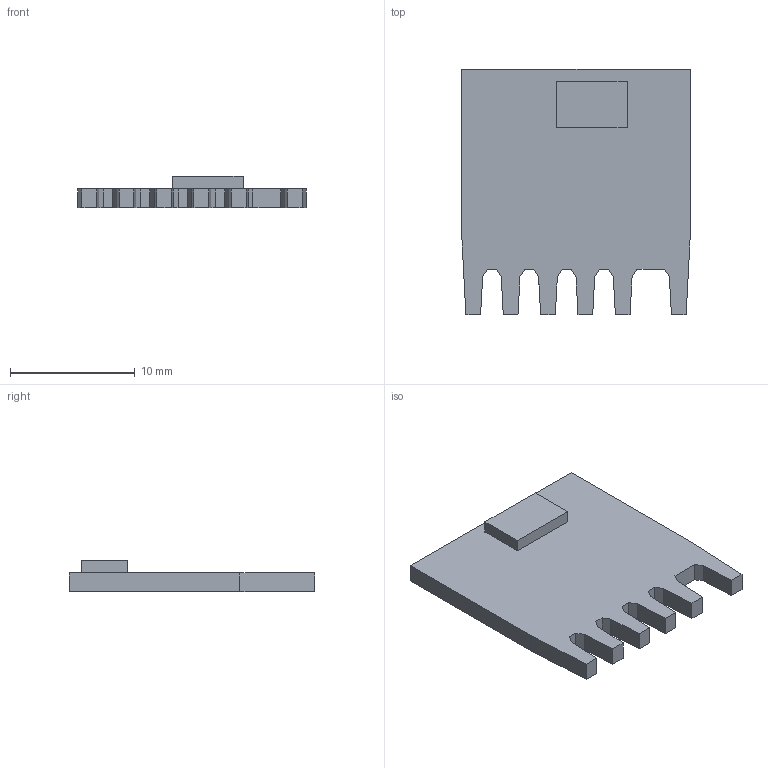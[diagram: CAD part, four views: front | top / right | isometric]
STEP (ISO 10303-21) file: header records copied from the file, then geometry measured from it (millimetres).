
FILE_DESCRIPTION (( 'STEP AP214' ), '1' );
FILE_NAME ('rgb_board.STEP', '2014-09-29T03:15:50', ( '' ), ( '' ), 'SwSTEP 2.0', 'SolidWorks 2012', '' );
FILE_SCHEMA (( 'AUTOMOTIVE_DESIGN' ));
Length unit declared in the file: millimetre
Products named in the file (1): rgb_board
Bounding box: 18.31 x 19.7 x 2.5 mm (x, y, z)
Volume: 508.2 mm3; surface area: 829.8 mm2
Topology: 1 solids, 1 shells, 43 faces, 120 edges, 80 vertices
Faces by surface type: plane 43
Entity records: 1443 total; most frequent: CARTESIAN_POINT 244, ORIENTED_EDGE 240, DIRECTION 208, EDGE_CURVE 120, VECTOR 120, LINE 120, VERTEX_POINT 80, EDGE_LOOP 44
